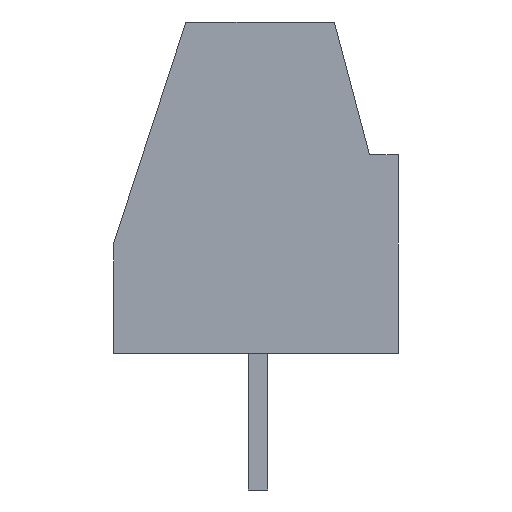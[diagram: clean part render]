
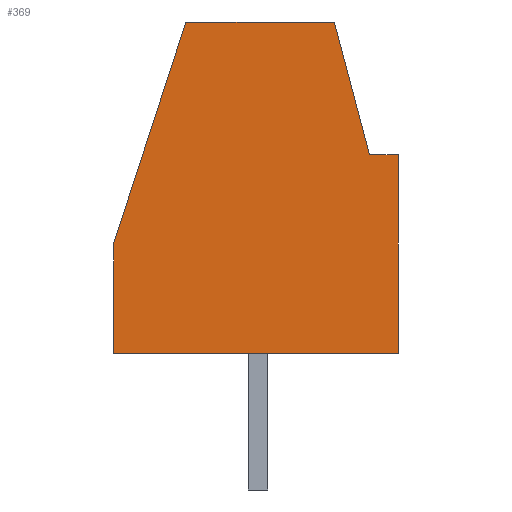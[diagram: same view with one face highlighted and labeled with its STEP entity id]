
A CAD part, left-side view. The second image highlights one B-rep face of the part: STEP entity #369.
In plain terms, the highlighted planar face has unit normal (-1, 0, 0).
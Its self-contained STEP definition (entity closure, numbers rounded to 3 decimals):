
#13=DIRECTION('',(0.,0.,1.));
#21=EDGE_CURVE('',#22,#24,#26,.T.);
#22=VERTEX_POINT('',#23);
#23=CARTESIAN_POINT('',(-1.905,-3.6,0.));
#24=VERTEX_POINT('',#25);
#25=CARTESIAN_POINT('',(-1.905,3.7,0.));
#26=LINE('',#23,#27);
#27=VECTOR('',#28,1.);
#28=DIRECTION('',(0.,1.,0.));
#35=DIRECTION('',(1.,0.,0.));
#223=VECTOR('',#224,1.);
#224=DIRECTION('',(0.,-1.,0.));
#369=ADVANCED_FACE('',(#370),#410,.F.);
#370=FACE_BOUND('',#371,.F.);
#371=EDGE_LOOP('',(#372,#379,#385,#386,#392,#399,#405));
#372=ORIENTED_EDGE('',*,*,#373,.T.);
#373=EDGE_CURVE('',#374,#376,#378,.T.);
#374=VERTEX_POINT('',#375);
#375=CARTESIAN_POINT('',(-1.905,-2.86,5.1));
#376=VERTEX_POINT('',#377);
#377=CARTESIAN_POINT('',(-1.905,-3.6,5.1));
#378=LINE('',#375,#223);
#379=ORIENTED_EDGE('',*,*,#380,.T.);
#380=EDGE_CURVE('',#376,#22,#381,.T.);
#381=LINE('',#382,#383);
#382=CARTESIAN_POINT('',(-1.905,-3.6,8.5));
#383=VECTOR('',#384,1.);
#384=DIRECTION('',(0.,0.,-1.));
#385=ORIENTED_EDGE('',*,*,#21,.T.);
#386=ORIENTED_EDGE('',*,*,#387,.T.);
#387=EDGE_CURVE('',#24,#388,#390,.T.);
#388=VERTEX_POINT('',#389);
#389=CARTESIAN_POINT('',(-1.905,3.7,2.81));
#390=LINE('',#25,#391);
#391=VECTOR('',#13,1.);
#392=ORIENTED_EDGE('',*,*,#393,.F.);
#393=EDGE_CURVE('',#394,#388,#396,.T.);
#394=VERTEX_POINT('',#395);
#395=CARTESIAN_POINT('',(-1.905,1.85,8.5));
#396=LINE('',#395,#397);
#397=VECTOR('',#398,1.);
#398=DIRECTION('',(0.,0.309,-0.951));
#399=ORIENTED_EDGE('',*,*,#400,.T.);
#400=EDGE_CURVE('',#394,#401,#403,.T.);
#401=VERTEX_POINT('',#402);
#402=CARTESIAN_POINT('',(-1.905,-1.96,8.5));
#403=LINE('',#404,#223);
#404=CARTESIAN_POINT('',(-1.905,3.7,8.5));
#405=ORIENTED_EDGE('',*,*,#406,.T.);
#406=EDGE_CURVE('',#401,#374,#407,.T.);
#407=LINE('',#402,#408);
#408=VECTOR('',#409,1.);
#409=DIRECTION('',(0.,-0.256,-0.967));
#410=PLANE('',#411);
#411=AXIS2_PLACEMENT_3D('',#412,#35,#413);
#412=CARTESIAN_POINT('',(-1.905,0.05,4.25));
#413=DIRECTION('',(-0.,0.,1.));
